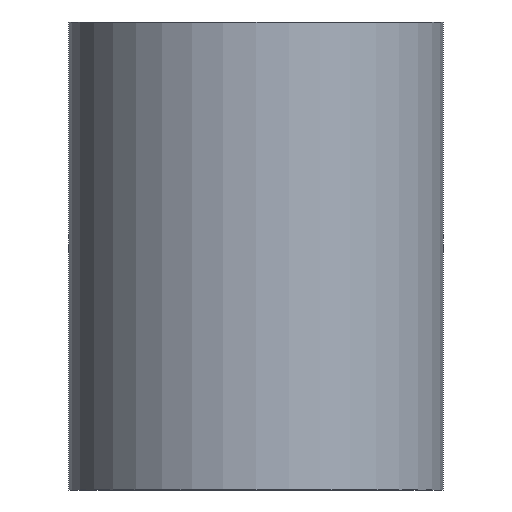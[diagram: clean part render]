
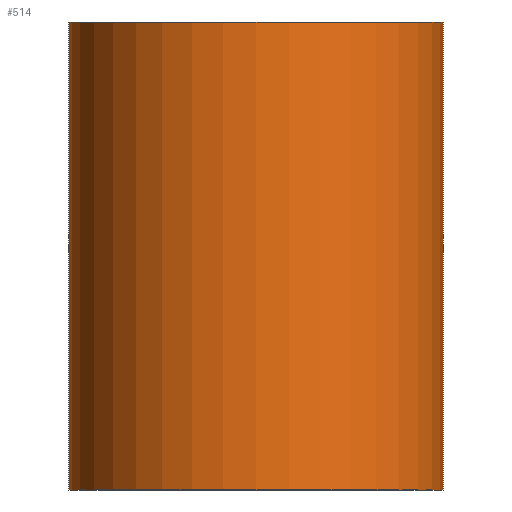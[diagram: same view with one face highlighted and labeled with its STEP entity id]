
A CAD part, front view. The second image highlights one B-rep face of the part: STEP entity #514.
In plain terms, the highlighted cylindrical face has radius 600 mm (diameter 1200 mm), a full revolution.
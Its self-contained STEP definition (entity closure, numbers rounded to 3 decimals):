
#2 = AXIS2_PLACEMENT_3D ( 'NONE', #228, #648, #1266 ) ;
#19 = EDGE_LOOP ( 'NONE', ( #914 ) ) ;
#82 = CARTESIAN_POINT ( 'NONE',  ( 0., 0., 0. ) ) ;
#95 = VERTEX_POINT ( 'NONE', #797 ) ;
#112 = AXIS2_PLACEMENT_3D ( 'NONE', #82, #1227, #935 ) ;
#222 = CIRCLE ( 'NONE', #418, 600. ) ;
#228 = CARTESIAN_POINT ( 'NONE',  ( 0., 0., 0. ) ) ;
#312 = CYLINDRICAL_SURFACE ( 'NONE', #2, 600. ) ;
#372 = EDGE_LOOP ( 'NONE', ( #904 ) ) ;
#418 = AXIS2_PLACEMENT_3D ( 'NONE', #1136, #1232, #1032 ) ;
#456 = FACE_OUTER_BOUND ( 'NONE', #372, .T. ) ;
#514 = ADVANCED_FACE ( 'NONE', ( #840, #456 ), #312, .T. ) ;
#648 = DIRECTION ( 'NONE',  ( 0., 0., 1. ) ) ;
#720 = CIRCLE ( 'NONE', #112, 600. ) ;
#797 = CARTESIAN_POINT ( 'NONE',  ( 600., 0., 1500. ) ) ;
#840 = FACE_OUTER_BOUND ( 'NONE', #19, .T. ) ;
#904 = ORIENTED_EDGE ( 'NONE', *, *, #1180, .F. ) ;
#914 = ORIENTED_EDGE ( 'NONE', *, *, #1229, .T. ) ;
#935 = DIRECTION ( 'NONE',  ( 1., 0., 0. ) ) ;
#1032 = DIRECTION ( 'NONE',  ( 1., 0., 0. ) ) ;
#1136 = CARTESIAN_POINT ( 'NONE',  ( 0., 0., 1500. ) ) ;
#1180 = EDGE_CURVE ( 'NONE', #95, #95, #222, .T. ) ;
#1188 = VERTEX_POINT ( 'NONE', #1284 ) ;
#1227 = DIRECTION ( 'NONE',  ( 0., 0., 1. ) ) ;
#1229 = EDGE_CURVE ( 'NONE', #1188, #1188, #720, .T. ) ;
#1232 = DIRECTION ( 'NONE',  ( 0., 0., 1. ) ) ;
#1266 = DIRECTION ( 'NONE',  ( 1., 0., 0. ) ) ;
#1284 = CARTESIAN_POINT ( 'NONE',  ( 600., 0., 0. ) ) ;
